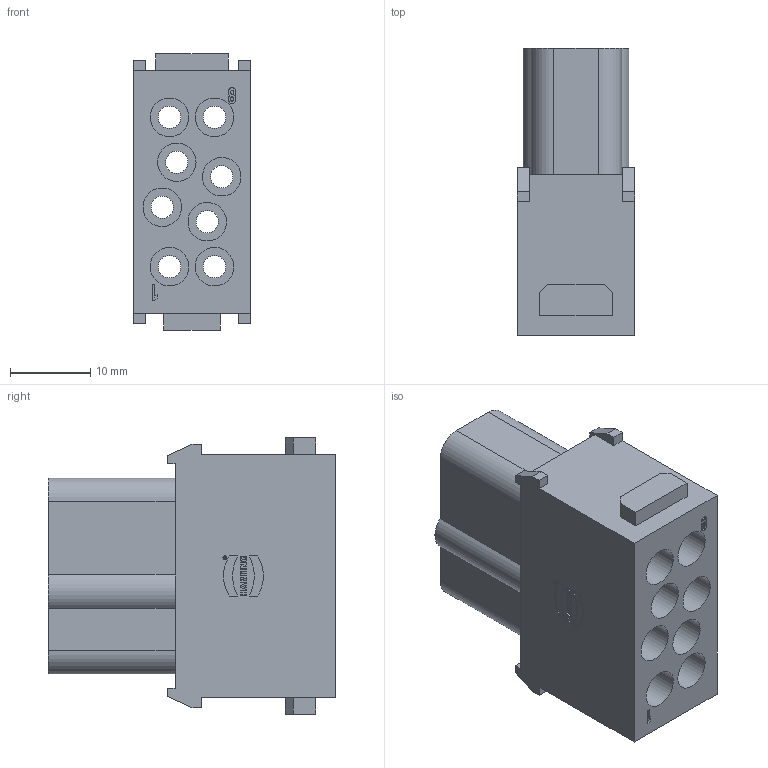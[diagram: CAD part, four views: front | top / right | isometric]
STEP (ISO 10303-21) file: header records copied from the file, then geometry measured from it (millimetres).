
FILE_DESCRIPTION(/* description */ (''),/* implementation_level */ '2;1');
FILE_NAME(/* name */ '100196528ugm000_b.stp',/* time_stamp */ '2017-09-29T09:03:31+02:00',/* author */ (''),/* organization */ (''),/* preprocessor_version */ 'ST-DEVELOPER v16',/* originating_system */ 'SIEMENS PLM Software NX 10.0',/* authorisation */ '');
FILE_SCHEMA (('AUTOMOTIVE_DESIGN { 1 0 10303 214 3 1 1 1 }'));
Length unit declared in the file: millimetre
Products named in the file (1): 100196528ugm000_b
Bounding box: 14.6 x 35.8 x 34.4 mm (x, y, z)
Volume: 8357.3 mm3; surface area: 8040.2 mm2
Topology: 1 solids, 1 shells, 260 faces, 648 edges, 441 vertices
Faces by surface type: plane 198, cylinder 53, bspline 9
Full cylindrical faces by diameter (mm): 0.377 x1, 0.493 x1, 2.8 x8, 4.4 x8, 4.8 x8
Entity records: 9179 total; most frequent: CARTESIAN_POINT 1789, ORIENTED_EDGE 1244, DIRECTION 1214, EDGE_CURVE 622, LINE 498, VECTOR 498, VERTEX_POINT 432, AXIS2_PLACEMENT_3D 358
